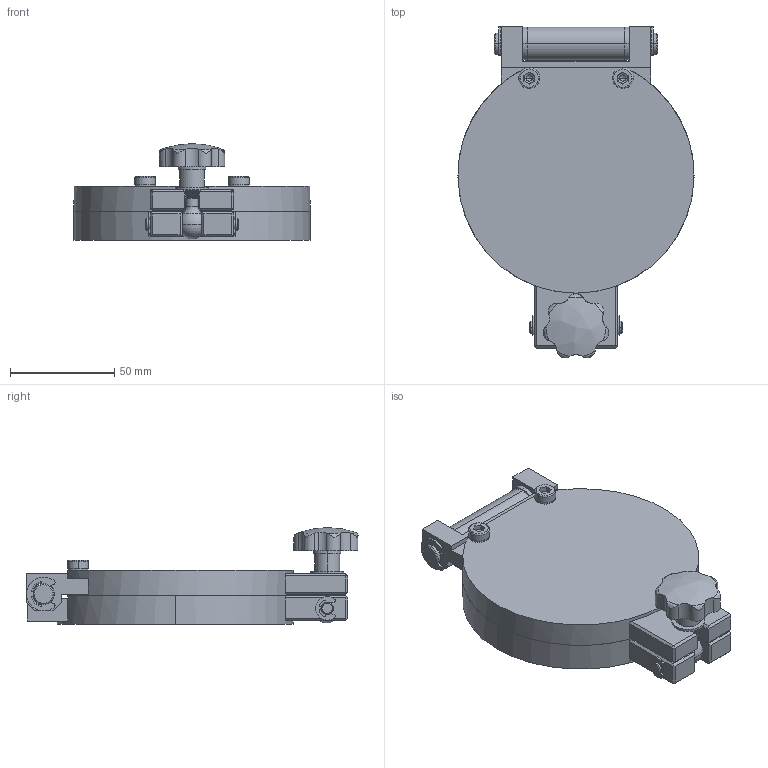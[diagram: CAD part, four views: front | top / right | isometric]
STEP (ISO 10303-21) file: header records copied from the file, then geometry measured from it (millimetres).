
FILE_DESCRIPTION (( 'STEP AP214' ), '1' );
FILE_NAME ('420KTU063.stp', '2017-05-10T07:06:46', ( '' ), ( '' ), 'SwSTEP 2.0', 'SolidWorks 2015', '' );
FILE_SCHEMA (( 'AUTOMOTIVE_DESIGN' ));
Length unit declared in the file: millimetre
Products named in the file (1): 420KTU063
Bounding box: 113.5 x 159.58 x 46.5 mm (x, y, z)
Volume: 249771.2 mm3; surface area: 79152 mm2
Topology: 13 solids, 13 shells, 598 faces, 1482 edges, 931 vertices
Faces by surface type: cylinder 240, plane 208, cone 116, torus 24, bspline 8, sphere 2
Entity records: 25249 total; most frequent: CARTESIAN_POINT 3792, DIRECTION 3327, ORIENTED_EDGE 2942, EDGE_CURVE 1471, AXIS2_PLACEMENT_3D 1303, VERTEX_POINT 928, VECTOR 721, LINE 721
